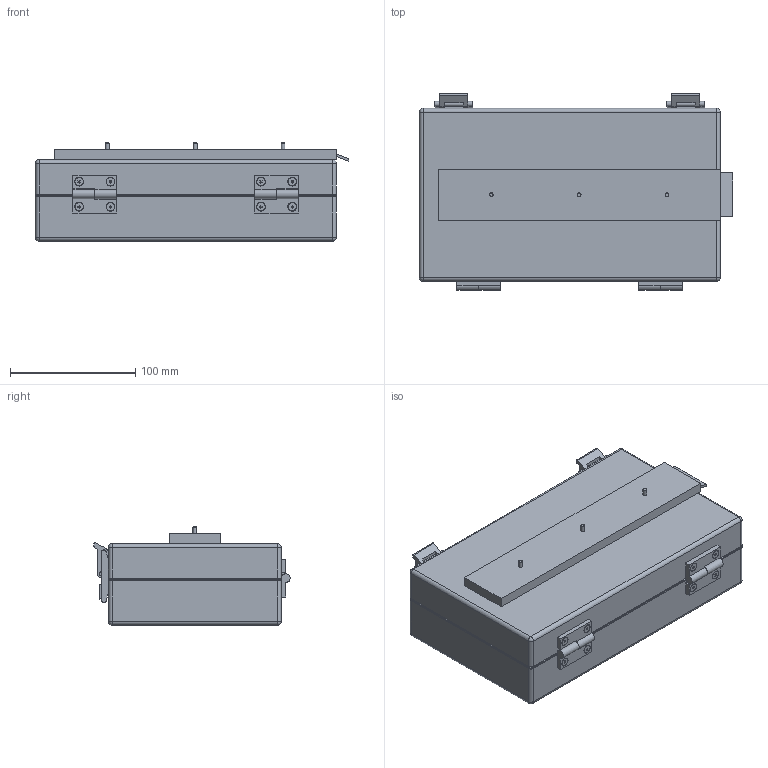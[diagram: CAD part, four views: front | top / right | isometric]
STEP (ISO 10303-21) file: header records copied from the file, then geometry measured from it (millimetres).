
FILE_DESCRIPTION(/* description */ (''),/* implementation_level */ '2;1');
FILE_NAME(/* name */ 'TViPro1_WS2425_HA2_Aufgabe4_Gruppe311_1.stp',/* time_stamp */ '2025-03-04T12:37:59+01:00',/* author */ (''),/* organization */ (''),/* preprocessor_version */ 'ST-DEVELOPER v20',/* originating_system */ 'SIEMENS PLM Software NX2406.1700999999999999999',/* authorisation */ '');
FILE_SCHEMA (('AUTOMOTIVE_DESIGN { 1 0 10303 214 3 1 1 1 }'));
Length unit declared in the file: millimetre
Products named in the file (4): din_en_iso_10642_m3x12_par_lang; din_en_iso_10642_m3x12_par; Transportbox; TViPro1_WS2425_HA2_Aufgabe4_Gruppe311
Assembly tree (23 placements, depth 2):
  TViPro1_WS2425_HA2_Aufgabe4_Gruppe311
    Transportbox
    din_en_iso_10642_m3x12_par  x18
    din_en_iso_10642_m3x12_par_lang  x4
Bounding box: 250 x 156.5 x 78.5 mm (x, y, z)
Volume: 421816.2 mm3; surface area: 295934.2 mm2
Topology: 39 solids, 39 shells, 840 faces, 1975 edges, 1229 vertices
Faces by surface type: plane 514, cylinder 155, cone 137, torus 26, sphere 8
Full cylindrical faces by diameter (mm): 2.5 x19, 3 x66, 4 x16
Entity records: 11441 total; most frequent: DIRECTION 1991, CARTESIAN_POINT 1860, ORIENTED_EDGE 1672, EDGE_CURVE 836, AXIS2_PLACEMENT_3D 731, EDGE_LOOP 628, VERTEX_POINT 600, LINE 529
